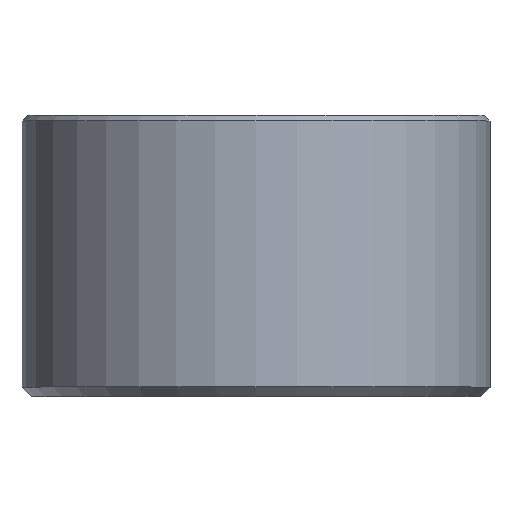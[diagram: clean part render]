
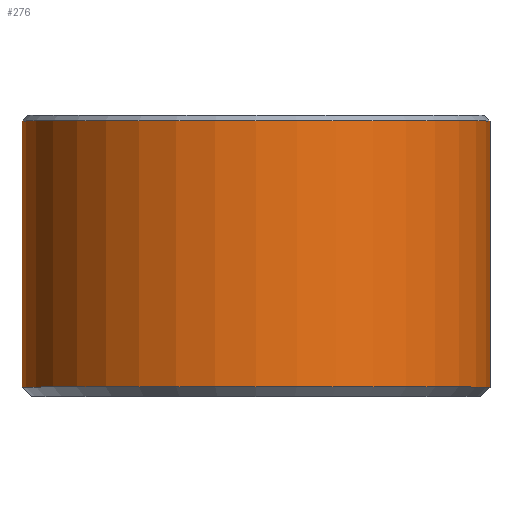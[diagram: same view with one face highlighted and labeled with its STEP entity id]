
A CAD part, top view. The second image highlights one B-rep face of the part: STEP entity #276.
In plain terms, the highlighted cylindrical face has radius 12.4 mm (diameter 24.8 mm), a full revolution.
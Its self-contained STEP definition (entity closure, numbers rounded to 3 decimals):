
#4 = CYLINDRICAL_SURFACE ( 'NONE', #85, 12.4 ) ;
#14 = EDGE_CURVE ( 'NONE', #179, #179, #117, .T. ) ;
#17 = AXIS2_PLACEMENT_3D ( 'NONE', #244, #243, #242 ) ;
#19 = ORIENTED_EDGE ( 'NONE', *, *, #14, .T. ) ;
#39 = FACE_OUTER_BOUND ( 'NONE', #319, .T. ) ;
#71 = CARTESIAN_POINT ( 'NONE',  ( 0., 0., 0. ) ) ;
#83 = FACE_OUTER_BOUND ( 'NONE', #165, .T. ) ;
#85 = AXIS2_PLACEMENT_3D ( 'NONE', #71, #113, #245 ) ;
#109 = VERTEX_POINT ( 'NONE', #116 ) ;
#113 = DIRECTION ( 'NONE',  ( 0., -1., 0. ) ) ;
#116 = CARTESIAN_POINT ( 'NONE',  ( 0., 0.5, 12.4 ) ) ;
#117 = CIRCLE ( 'NONE', #140, 12.4 ) ;
#126 = DIRECTION ( 'NONE',  ( 0., 0., -1. ) ) ;
#140 = AXIS2_PLACEMENT_3D ( 'NONE', #182, #151, #126 ) ;
#151 = DIRECTION ( 'NONE',  ( 0., -1., 0. ) ) ;
#165 = EDGE_LOOP ( 'NONE', ( #19 ) ) ;
#179 = VERTEX_POINT ( 'NONE', #197 ) ;
#182 = CARTESIAN_POINT ( 'NONE',  ( 0., 14.6, 0. ) ) ;
#197 = CARTESIAN_POINT ( 'NONE',  ( 0., 14.6, -12.4 ) ) ;
#209 = EDGE_CURVE ( 'NONE', #109, #109, #262, .T. ) ;
#242 = DIRECTION ( 'NONE',  ( 0., 0., 1. ) ) ;
#243 = DIRECTION ( 'NONE',  ( 0., 1., 0. ) ) ;
#244 = CARTESIAN_POINT ( 'NONE',  ( 0., 0.5, 0. ) ) ;
#245 = DIRECTION ( 'NONE',  ( 0., 0., -1. ) ) ;
#262 = CIRCLE ( 'NONE', #17, 12.4 ) ;
#269 = ORIENTED_EDGE ( 'NONE', *, *, #209, .T. ) ;
#276 = ADVANCED_FACE ( 'NONE', ( #83, #39 ), #4, .T. ) ;
#319 = EDGE_LOOP ( 'NONE', ( #269 ) ) ;
